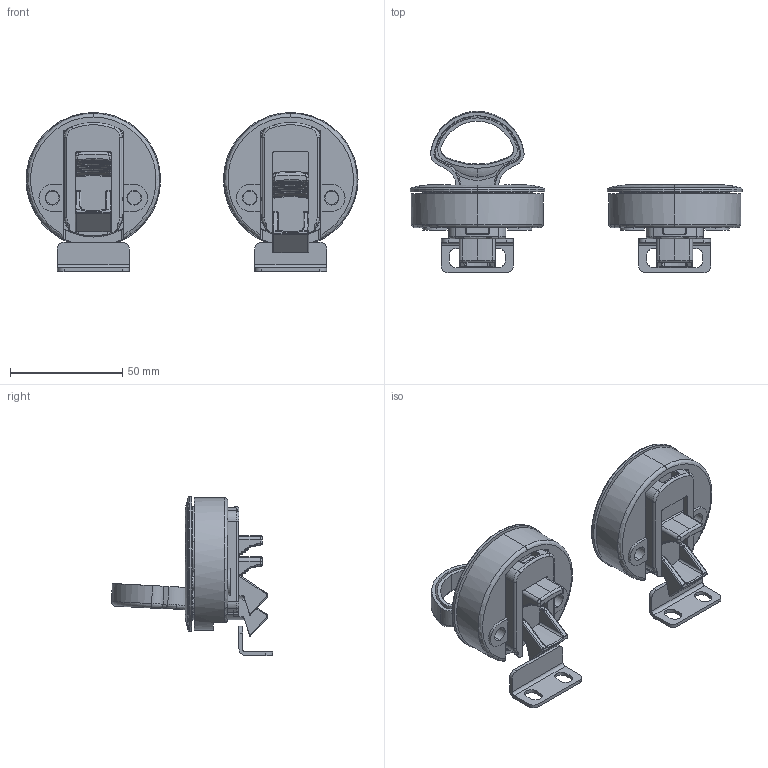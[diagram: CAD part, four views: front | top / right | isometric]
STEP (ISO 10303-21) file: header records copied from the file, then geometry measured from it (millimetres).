
FILE_DESCRIPTION (( 'STEP AP214' ), '1' );
FILE_NAME ('3323 Slam Latch Round Chrome 60mm Non-Locking.STEP', '2026-01-06T00:51:07', ( '' ), ( '' ), 'SwSTEP 2.0', 'SolidWorks 2025', '' );
FILE_SCHEMA (( 'AUTOMOTIVE_DESIGN' ));
Length unit declared in the file: millimetre
Products named in the file (6): 3323 Slam Latch Round Chrome 60mm Non-Locking_3; 3323 Slam Latch Round Chrome 60mm Non-Locking_1; 3323 Slam Latch Round Chrome 60mm Non-Locking striker; 3323 Slam Latch Round Chrome 60mm Non-Locking back plate; 3323 Slam Latch Round Chrome 60mm Non-Locking; 3323 Slam Latch Round Chrome 60mm Non-Locking_2
Assembly tree (10 placements, depth 2):
  3323 Slam Latch Round Chrome 60mm Non-Locking
    3323 Slam Latch Round Chrome 60mm Non-Locking_1  x2
    3323 Slam Latch Round Chrome 60mm Non-Locking_2  x2
    3323 Slam Latch Round Chrome 60mm Non-Locking_3  x2
    3323 Slam Latch Round Chrome 60mm Non-Locking striker  x2
    3323 Slam Latch Round Chrome 60mm Non-Locking back plate  x2
Bounding box: 147.94 x 71.81 x 70.87 mm (x, y, z)
Volume: 72142.8 mm3; surface area: 62147.8 mm2
Topology: 12 solids, 12 shells, 1034 faces, 2548 edges, 1522 vertices
Faces by surface type: cylinder 342, bspline 236, plane 222, torus 182, sphere 44, cone 8
Entity records: 18772 total; most frequent: CARTESIAN_POINT 7018, ORIENTED_EDGE 2532, DIRECTION 2366, EDGE_CURVE 1266, AXIS2_PLACEMENT_3D 974, VERTEX_POINT 759, CIRCLE 562, EDGE_LOOP 533
